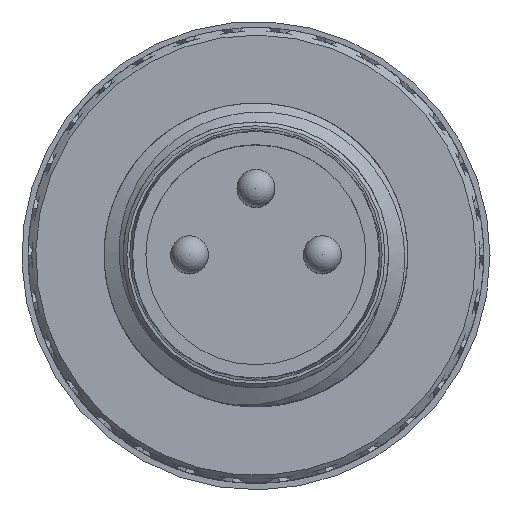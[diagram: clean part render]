
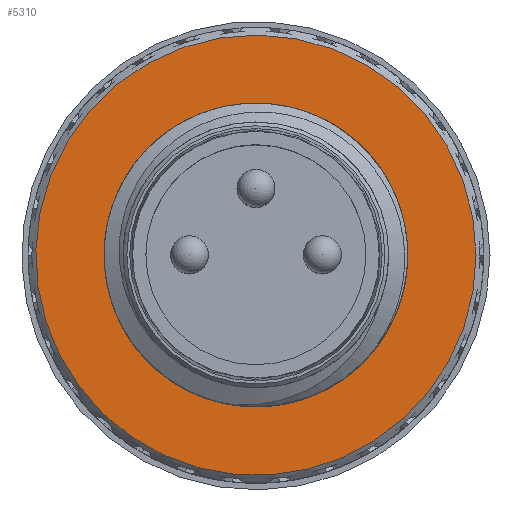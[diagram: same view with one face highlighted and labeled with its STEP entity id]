
A CAD part, top view. The second image highlights one B-rep face of the part: STEP entity #5310.
In plain terms, the highlighted planar face has unit normal (0, 0, 1).
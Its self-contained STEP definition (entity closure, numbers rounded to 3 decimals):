
#3419=PLANE('',#27778);
#3938=FACE_BOUND('',#8696,.T.);
#3939=FACE_BOUND('',#8697,.T.);
#5310=ADVANCED_FACE('',(#3938,#3939),#3419,.T.);
#8696=EDGE_LOOP('',(#15633));
#8697=EDGE_LOOP('',(#15634));
#8932=CIRCLE('',#27776,3.5);
#8933=CIRCLE('',#27777,5.8);
#15633=ORIENTED_EDGE('',*,*,#22069,.F.);
#15634=ORIENTED_EDGE('',*,*,#22070,.T.);
#18548=VERTEX_POINT('',#44210);
#18549=VERTEX_POINT('',#44212);
#22069=EDGE_CURVE('',#18548,#18548,#8932,.T.);
#22070=EDGE_CURVE('',#18549,#18549,#8933,.T.);
#27776=AXIS2_PLACEMENT_3D('',#44209,#35950,#35951);
#27777=AXIS2_PLACEMENT_3D('',#44211,#35952,#35953);
#27778=AXIS2_PLACEMENT_3D('',#44213,#35954,#35955);
#35950=DIRECTION('',(0.,0.,1.));
#35951=DIRECTION('',(1.,0.,0.));
#35952=DIRECTION('',(0.,0.,1.));
#35953=DIRECTION('',(1.,0.,0.));
#35954=DIRECTION('',(0.,0.,1.));
#35955=DIRECTION('',(1.,0.,0.));
#44209=CARTESIAN_POINT('',(0.,0.,-7.65));
#44210=CARTESIAN_POINT('',(3.5,0.,-7.65));
#44211=CARTESIAN_POINT('',(0.,0.,-7.65));
#44212=CARTESIAN_POINT('',(5.8,0.,-7.65));
#44213=CARTESIAN_POINT('',(0.,0.,-7.65));
